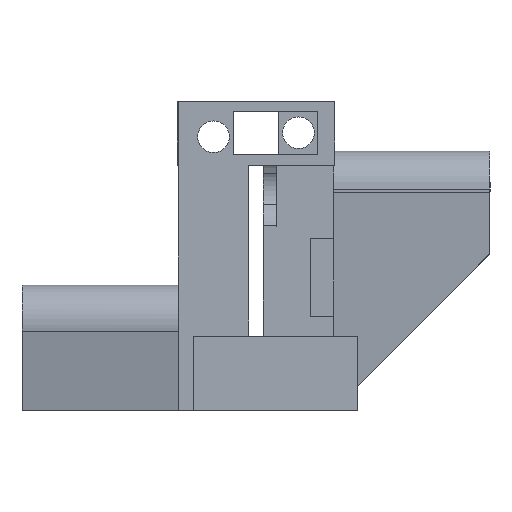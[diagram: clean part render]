
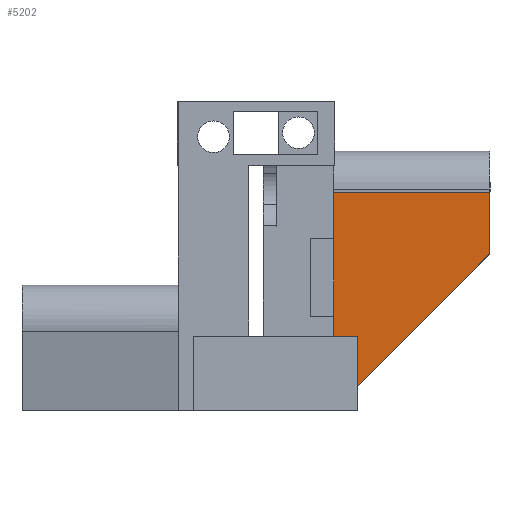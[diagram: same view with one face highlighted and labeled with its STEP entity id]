
A CAD part, left-side view. The second image highlights one B-rep face of the part: STEP entity #5202.
In plain terms, the highlighted planar face has unit normal (-0.996, 0, -0.085).
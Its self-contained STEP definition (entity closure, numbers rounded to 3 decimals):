
#231 = PLANE ( 'NONE',  #6005 ) ;
#456 = VERTEX_POINT ( 'NONE', #6177 ) ;
#575 = EDGE_CURVE ( 'NONE', #6389, #11287, #993, .T. ) ;
#942 = ORIENTED_EDGE ( 'NONE', *, *, #6535, .T. ) ;
#968 = ORIENTED_EDGE ( 'NONE', *, *, #6633, .F. ) ;
#993 = LINE ( 'NONE', #9747, #9022 ) ;
#1129 = DIRECTION ( 'NONE',  ( 0., -1., 0. ) ) ;
#1666 = FACE_OUTER_BOUND ( 'NONE', #5233, .T. ) ;
#1899 = VERTEX_POINT ( 'NONE', #2763 ) ;
#2055 = CARTESIAN_POINT ( 'NONE',  ( 6500.195, -4712.682, 225.424 ) ) ;
#2275 = DIRECTION ( 'NONE',  ( -0.085, 0., 0.996 ) ) ;
#2346 = VERTEX_POINT ( 'NONE', #6662 ) ;
#2763 = CARTESIAN_POINT ( 'NONE',  ( 6499.166, -4712.682, 237.533 ) ) ;
#2784 = DIRECTION ( 'NONE',  ( -0.996, 0., -0.085 ) ) ;
#3278 = LINE ( 'NONE', #3800, #10059 ) ;
#3316 = VERTEX_POINT ( 'NONE', #9675 ) ;
#3486 = DIRECTION ( 'NONE',  ( -0.085, 0., 0.996 ) ) ;
#3625 = LINE ( 'NONE', #7454, #9706 ) ;
#3800 = CARTESIAN_POINT ( 'NONE',  ( 6497.824, -4672.682, 253.314 ) ) ;
#4017 = LINE ( 'NONE', #4104, #10106 ) ;
#4045 = LINE ( 'NONE', #2055, #8324 ) ;
#4104 = CARTESIAN_POINT ( 'NONE',  ( 6502.565, -4672.682, 197.533 ) ) ;
#4132 = CARTESIAN_POINT ( 'NONE',  ( 6498.826, -4672.682, 241.534 ) ) ;
#4218 = ORIENTED_EDGE ( 'NONE', *, *, #10642, .F. ) ;
#4557 = VECTOR ( 'NONE', #3486, 1000. ) ;
#4560 = DIRECTION ( 'NONE',  ( -0.085, 0., 0.996 ) ) ;
#4629 = CARTESIAN_POINT ( 'NONE',  ( 6502.565, -4712.682, 197.533 ) ) ;
#5196 = CARTESIAN_POINT ( 'NONE',  ( 6497.824, -4672.682, 253.314 ) ) ;
#5202 = ADVANCED_FACE ( 'NONE', ( #1666 ), #231, .T. ) ;
#5233 = EDGE_LOOP ( 'NONE', ( #9808, #4218, #968, #942, #6221, #7801 ) ) ;
#5892 = EDGE_CURVE ( 'NONE', #1899, #2346, #4045, .T. ) ;
#6005 = AXIS2_PLACEMENT_3D ( 'NONE', #4629, #2784, #7289 ) ;
#6177 = CARTESIAN_POINT ( 'NONE',  ( 6499.798, -4672.682, 230.099 ) ) ;
#6221 = ORIENTED_EDGE ( 'NONE', *, *, #5892, .T. ) ;
#6389 = VERTEX_POINT ( 'NONE', #4132 ) ;
#6535 = EDGE_CURVE ( 'NONE', #3316, #1899, #3625, .T. ) ;
#6633 = EDGE_CURVE ( 'NONE', #3316, #456, #4017, .T. ) ;
#6662 = CARTESIAN_POINT ( 'NONE',  ( 6497.824, -4712.682, 253.314 ) ) ;
#6984 = CARTESIAN_POINT ( 'NONE',  ( 6499.798, -4672.682, 230.099 ) ) ;
#7289 = DIRECTION ( 'NONE',  ( -0.085, 0., 0.996 ) ) ;
#7454 = CARTESIAN_POINT ( 'NONE',  ( 6502.565, -4672.682, 197.533 ) ) ;
#7530 = DIRECTION ( 'NONE',  ( -0.06, -0.706, 0.706 ) ) ;
#7801 = ORIENTED_EDGE ( 'NONE', *, *, #10966, .F. ) ;
#8324 = VECTOR ( 'NONE', #4560, 1000. ) ;
#9022 = VECTOR ( 'NONE', #9673, 1000. ) ;
#9673 = DIRECTION ( 'NONE',  ( -0.085, 0., 0.996 ) ) ;
#9675 = CARTESIAN_POINT ( 'NONE',  ( 6502.565, -4672.682, 197.533 ) ) ;
#9706 = VECTOR ( 'NONE', #7530, 1000. ) ;
#9747 = CARTESIAN_POINT ( 'NONE',  ( 6498.826, -4672.682, 241.534 ) ) ;
#9808 = ORIENTED_EDGE ( 'NONE', *, *, #575, .F. ) ;
#10059 = VECTOR ( 'NONE', #1129, 1000. ) ;
#10106 = VECTOR ( 'NONE', #2275, 1000. ) ;
#10642 = EDGE_CURVE ( 'NONE', #456, #6389, #11448, .T. ) ;
#10966 = EDGE_CURVE ( 'NONE', #11287, #2346, #3278, .T. ) ;
#11287 = VERTEX_POINT ( 'NONE', #5196 ) ;
#11448 = LINE ( 'NONE', #6984, #4557 ) ;
